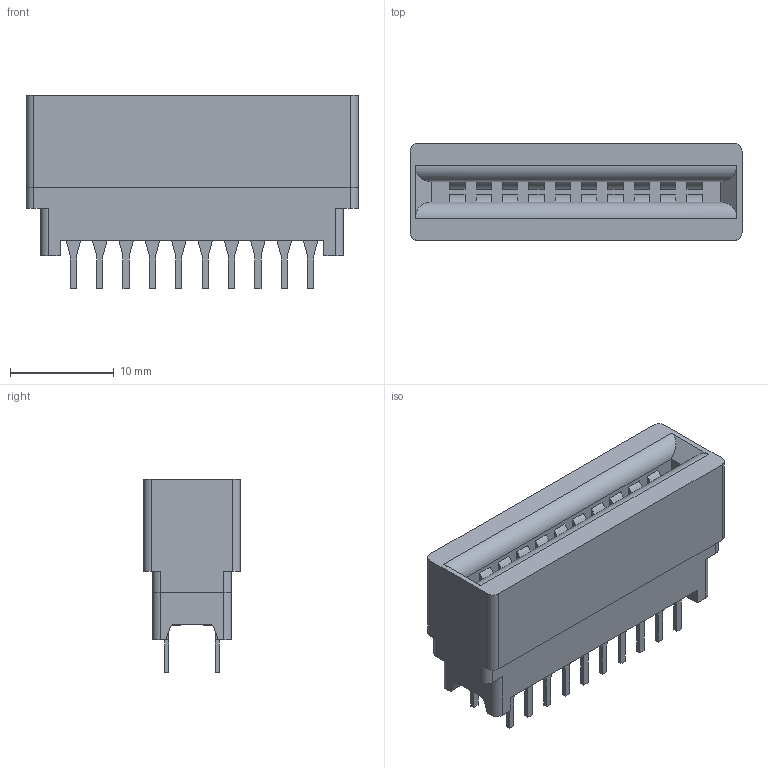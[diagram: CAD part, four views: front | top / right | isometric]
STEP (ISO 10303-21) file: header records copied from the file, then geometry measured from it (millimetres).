
FILE_DESCRIPTION((''),'2;1');
FILE_NAME('C-5-5530843-0','2019-02-26T08:29:09',('workeradm'),('TE Connectivity Ltd.'),'CREO PARAMETRIC BY PTC INC, 2018190','CREO PARAMETRIC BY PTC INC, 2018190','');
FILE_SCHEMA(('AUTOMOTIVE_DESIGN { 1 0 10303 214 1 1 1 1 }'));
Length unit declared in the file: millimetre
Products named in the file (1): C-5-5530843-0
Bounding box: 32 x 9.35 x 18.67 mm (x, y, z)
Volume: 3468.2 mm3; surface area: 2431.5 mm2
Topology: 1 solids, 1 shells, 288 faces, 725 edges, 482 vertices
Faces by surface type: plane 250, cylinder 38
Entity records: 8590 total; most frequent: CARTESIAN_POINT 1541, ORIENTED_EDGE 1450, DIRECTION 1369, EDGE_CURVE 725, VECTOR 649, LINE 649, VERTEX_POINT 482, AXIS2_PLACEMENT_3D 360
